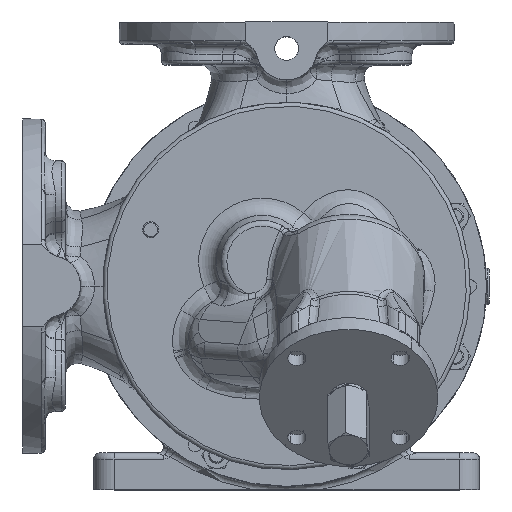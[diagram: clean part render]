
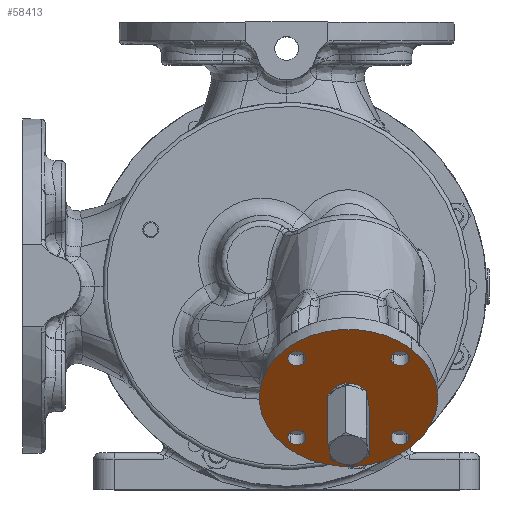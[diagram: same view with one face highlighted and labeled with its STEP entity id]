
A CAD part, top view. The second image highlights one B-rep face of the part: STEP entity #58413.
In plain terms, the highlighted planar face has unit normal (0, -0.643, 0.766).
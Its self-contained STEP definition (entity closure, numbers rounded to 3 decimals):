
#9449=CARTESIAN_POINT('',(30.476,-55.295,216.894));
#9450=DIRECTION('',(0.,0.643,-0.766));
#9451=DIRECTION('',(0.707,0.542,0.455));
#9452=AXIS2_PLACEMENT_3D('',#9449,#9450,#9451);
#9454=CARTESIAN_POINT('',(30.476,-55.295,216.894));
#9455=DIRECTION('',(0.,-0.643,0.766));
#9456=DIRECTION('',(0.707,0.542,0.455));
#9457=AXIS2_PLACEMENT_3D('',#9454,#9455,#9456);
#9459=CARTESIAN_POINT('',(55.932,-35.795,233.257));
#9460=DIRECTION('',(0.,0.643,-0.766));
#9461=DIRECTION('',(-0.707,-0.542,-0.455));
#9462=AXIS2_PLACEMENT_3D('',#9459,#9460,#9461);
#9464=CARTESIAN_POINT('',(55.932,-35.795,233.257));
#9465=DIRECTION('',(0.,0.643,-0.766));
#9466=DIRECTION('',(0.707,0.542,0.455));
#9467=AXIS2_PLACEMENT_3D('',#9464,#9465,#9466);
#9469=CARTESIAN_POINT('',(5.02,-35.795,233.257));
#9470=DIRECTION('',(0.,0.643,-0.766));
#9471=DIRECTION('',(0.707,-0.542,-0.455));
#9472=AXIS2_PLACEMENT_3D('',#9469,#9470,#9471);
#9474=CARTESIAN_POINT('',(5.02,-35.795,233.257));
#9475=DIRECTION('',(0.,0.643,-0.766));
#9476=DIRECTION('',(-0.707,0.542,0.455));
#9477=AXIS2_PLACEMENT_3D('',#9474,#9475,#9476);
#9479=CARTESIAN_POINT('',(5.02,-74.796,200.531));
#9480=DIRECTION('',(0.,0.643,-0.766));
#9481=DIRECTION('',(0.707,0.542,0.455));
#9482=AXIS2_PLACEMENT_3D('',#9479,#9480,#9481);
#9484=CARTESIAN_POINT('',(5.02,-74.796,200.531));
#9485=DIRECTION('',(0.,0.643,-0.766));
#9486=DIRECTION('',(-0.707,-0.542,-0.455));
#9487=AXIS2_PLACEMENT_3D('',#9484,#9485,#9486);
#9489=CARTESIAN_POINT('',(55.932,-74.796,200.531));
#9490=DIRECTION('',(0.,0.643,-0.766));
#9491=DIRECTION('',(-0.707,0.542,0.455));
#9492=AXIS2_PLACEMENT_3D('',#9489,#9490,#9491);
#9494=CARTESIAN_POINT('',(55.932,-74.796,200.531));
#9495=DIRECTION('',(0.,0.643,-0.766));
#9496=DIRECTION('',(0.707,-0.542,-0.455));
#9497=AXIS2_PLACEMENT_3D('',#9494,#9495,#9496);
#9499=CARTESIAN_POINT('',(30.476,-55.295,216.894));
#9500=DIRECTION('',(0.,0.643,-0.766));
#9501=DIRECTION('',(-0.608,0.608,0.51));
#9502=AXIS2_PLACEMENT_3D('',#9499,#9500,#9501);
#9504=CARTESIAN_POINT('',(30.476,-55.295,216.894));
#9505=DIRECTION('',(0.,0.643,-0.766));
#9506=DIRECTION('',(0.608,-0.608,-0.51));
#9507=AXIS2_PLACEMENT_3D('',#9504,#9505,#9506);
#46077=CARTESIAN_POINT('',(61.589,-31.462,
236.893));
#46079=VERTEX_POINT('',#46077);
#46081=CARTESIAN_POINT('',(-0.636,-79.129,
196.895));
#46083=VERTEX_POINT('',#46081);
#46085=CARTESIAN_POINT('',(52.75,-38.233,
231.211));
#46086=CARTESIAN_POINT('',(59.114,-33.358,
235.302));
#46087=VERTEX_POINT('',#46085);
#46088=VERTEX_POINT('',#46086);
#46089=CARTESIAN_POINT('',(8.202,-38.233,
231.211));
#46090=CARTESIAN_POINT('',(1.838,-33.358,
235.302));
#46091=VERTEX_POINT('',#46089);
#46092=VERTEX_POINT('',#46090);
#46093=CARTESIAN_POINT('',(8.202,-72.358,
202.577));
#46094=CARTESIAN_POINT('',(1.838,-77.233,
198.486));
#46095=VERTEX_POINT('',#46093);
#46096=VERTEX_POINT('',#46094);
#46097=CARTESIAN_POINT('',(52.75,-72.358,
202.577));
#46098=CARTESIAN_POINT('',(59.114,-77.233,
198.486));
#46099=VERTEX_POINT('',#46097);
#46100=VERTEX_POINT('',#46098);
#46181=CARTESIAN_POINT('',(24.699,-49.518,
221.742));
#46182=CARTESIAN_POINT('',(36.253,-61.073,
212.046));
#46183=VERTEX_POINT('',#46181);
#46184=VERTEX_POINT('',#46182);
#58374=CARTESIAN_POINT('',(30.476,-55.295,
216.894));
#58375=DIRECTION('',(0.,-0.643,0.766));
#58376=DIRECTION('',(-0.707,-0.542,-0.455));
#58377=AXIS2_PLACEMENT_3D('',#58374,#58375,#58376);
#58378=PLANE('',#58377);
#58379=ORIENTED_EDGE('',*,*,#58356,.T.);
#58380=ORIENTED_EDGE('',*,*,#58367,.F.);
#58381=EDGE_LOOP('',(#58379,#58380));
#58382=FACE_OUTER_BOUND('',#58381,.F.);
#58384=ORIENTED_EDGE('',*,*,#58383,.F.);
#58386=ORIENTED_EDGE('',*,*,#58385,.F.);
#58387=EDGE_LOOP('',(#58384,#58386));
#58388=FACE_BOUND('',#58387,.F.);
#58390=ORIENTED_EDGE('',*,*,#58389,.F.);
#58392=ORIENTED_EDGE('',*,*,#58391,.F.);
#58393=EDGE_LOOP('',(#58390,#58392));
#58394=FACE_BOUND('',#58393,.F.);
#58396=ORIENTED_EDGE('',*,*,#58395,.F.);
#58398=ORIENTED_EDGE('',*,*,#58397,.F.);
#58399=EDGE_LOOP('',(#58396,#58398));
#58400=FACE_BOUND('',#58399,.F.);
#58402=ORIENTED_EDGE('',*,*,#58401,.F.);
#58404=ORIENTED_EDGE('',*,*,#58403,.F.);
#58405=EDGE_LOOP('',(#58402,#58404));
#58406=FACE_BOUND('',#58405,.F.);
#58408=ORIENTED_EDGE('',*,*,#58407,.F.);
#58410=ORIENTED_EDGE('',*,*,#58409,.F.);
#58411=EDGE_LOOP('',(#58408,#58410));
#58412=FACE_BOUND('',#58411,.F.);
#58413=ADVANCED_FACE('',(#58382,#58388,#58394,#58400,#58406,#58412),#58378,.T.);
#9453=CIRCLE('',#9452,44.);
#9458=CIRCLE('',#9457,44.);
#9463=CIRCLE('',#9462,4.5);
#9468=CIRCLE('',#9467,4.5);
#9473=CIRCLE('',#9472,4.5);
#9478=CIRCLE('',#9477,4.5);
#9483=CIRCLE('',#9482,4.5);
#9488=CIRCLE('',#9487,4.5);
#9493=CIRCLE('',#9492,4.5);
#9498=CIRCLE('',#9497,4.5);
#9503=CIRCLE('',#9502,9.5);
#9508=CIRCLE('',#9507,9.5);
#58356=EDGE_CURVE('',#46079,#46083,#9453,.T.);
#58367=EDGE_CURVE('',#46079,#46083,#9458,.T.);
#58383=EDGE_CURVE('',#46087,#46088,#9463,.T.);
#58385=EDGE_CURVE('',#46088,#46087,#9468,.T.);
#58389=EDGE_CURVE('',#46091,#46092,#9473,.T.);
#58391=EDGE_CURVE('',#46092,#46091,#9478,.T.);
#58395=EDGE_CURVE('',#46095,#46096,#9483,.T.);
#58397=EDGE_CURVE('',#46096,#46095,#9488,.T.);
#58401=EDGE_CURVE('',#46099,#46100,#9493,.T.);
#58403=EDGE_CURVE('',#46100,#46099,#9498,.T.);
#58407=EDGE_CURVE('',#46183,#46184,#9503,.T.);
#58409=EDGE_CURVE('',#46184,#46183,#9508,.T.);
